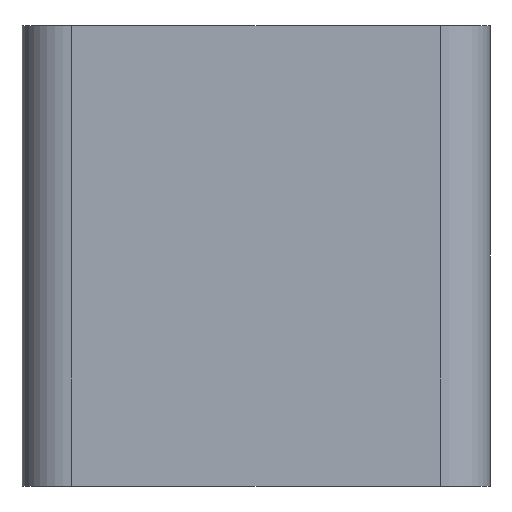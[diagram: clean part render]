
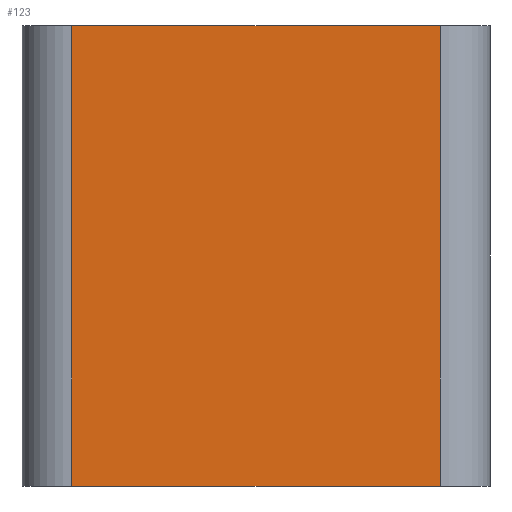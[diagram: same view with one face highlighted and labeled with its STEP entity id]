
A CAD part, top view. The second image highlights one B-rep face of the part: STEP entity #123.
In plain terms, the highlighted planar face has unit normal (0, 0, 1).
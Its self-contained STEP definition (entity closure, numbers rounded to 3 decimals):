
#21 = EDGE_CURVE('',#22,#24,#26,.T.);
#22 = VERTEX_POINT('',#23);
#23 = CARTESIAN_POINT('',(-24.,30.,13.));
#24 = VERTEX_POINT('',#25);
#25 = CARTESIAN_POINT('',(-24.,-30.,13.));
#26 = LINE('',#27,#28);
#27 = CARTESIAN_POINT('',(-24.,30.,13.));
#28 = VECTOR('',#29,1.);
#29 = DIRECTION('',(0.,-1.,0.));
#96 = VERTEX_POINT('',#97);
#97 = CARTESIAN_POINT('',(24.,-30.,13.));
#104 = EDGE_CURVE('',#105,#96,#107,.T.);
#105 = VERTEX_POINT('',#106);
#106 = CARTESIAN_POINT('',(24.,30.,13.));
#107 = LINE('',#108,#109);
#108 = CARTESIAN_POINT('',(24.,30.,13.));
#109 = VECTOR('',#110,1.);
#110 = DIRECTION('',(0.,-1.,0.));
#123 = ADVANCED_FACE('',(#124),#140,.F.);
#124 = FACE_BOUND('',#125,.F.);
#125 = EDGE_LOOP('',(#126,#127,#133,#134));
#126 = ORIENTED_EDGE('',*,*,#104,.T.);
#127 = ORIENTED_EDGE('',*,*,#128,.T.);
#128 = EDGE_CURVE('',#96,#24,#129,.T.);
#129 = LINE('',#130,#131);
#130 = CARTESIAN_POINT('',(24.,-30.,13.));
#131 = VECTOR('',#132,1.);
#132 = DIRECTION('',(-1.,0.,0.));
#133 = ORIENTED_EDGE('',*,*,#21,.F.);
#134 = ORIENTED_EDGE('',*,*,#135,.F.);
#135 = EDGE_CURVE('',#105,#22,#136,.T.);
#136 = LINE('',#137,#138);
#137 = CARTESIAN_POINT('',(24.,30.,13.));
#138 = VECTOR('',#139,1.);
#139 = DIRECTION('',(-1.,0.,0.));
#140 = PLANE('',#141);
#141 = AXIS2_PLACEMENT_3D('',#142,#143,#144);
#142 = CARTESIAN_POINT('',(24.,30.,13.));
#143 = DIRECTION('',(0.,0.,-1.));
#144 = DIRECTION('',(-1.,0.,0.));
